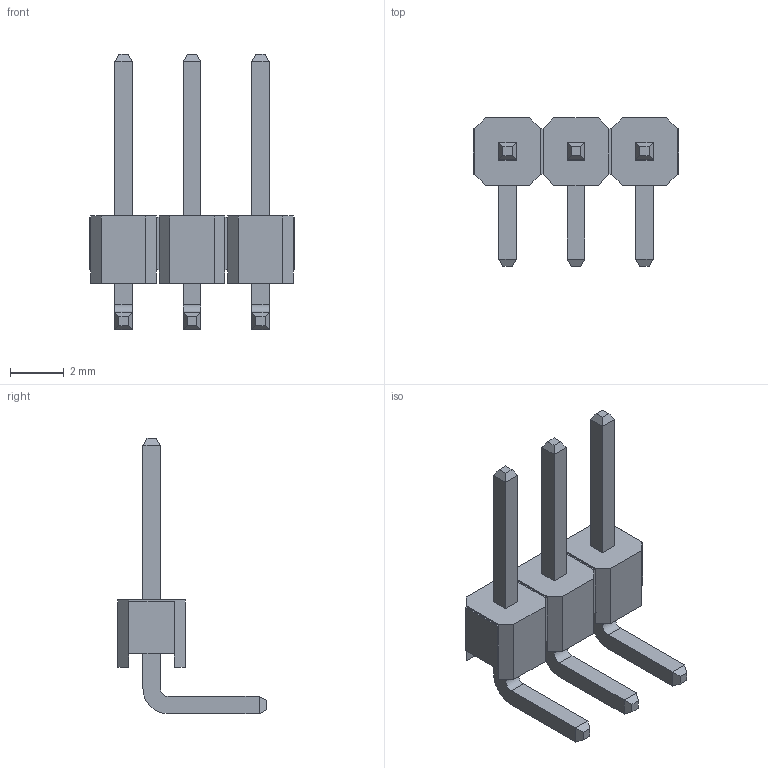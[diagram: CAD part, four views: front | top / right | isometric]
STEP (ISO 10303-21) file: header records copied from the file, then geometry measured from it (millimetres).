
FILE_DESCRIPTION (( 'STEP AP214' ), '1' );
FILE_NAME ('THS-03-R-RAF.STEP', '2021-06-02T07:36:14', ( '' ), ( '' ), 'SwSTEP 2.0', 'SolidWorks 2020', '' );
FILE_SCHEMA (( 'AUTOMOTIVE_DESIGN' ));
Length unit declared in the file: millimetre
Products named in the file (1): THS-03-R-RAF
Bounding box: 7.62 x 5.5 x 10.22 mm (x, y, z)
Volume: 52.5 mm3; surface area: 212.7 mm2
Topology: 4 solids, 4 shells, 120 faces, 288 edges, 176 vertices
Faces by surface type: plane 114, cylinder 6
Entity records: 3829 total; most frequent: CARTESIAN_POINT 585, ORIENTED_EDGE 576, DIRECTION 542, EDGE_CURVE 288, VECTOR 276, LINE 276, VERTEX_POINT 176, AXIS2_PLACEMENT_3D 133
